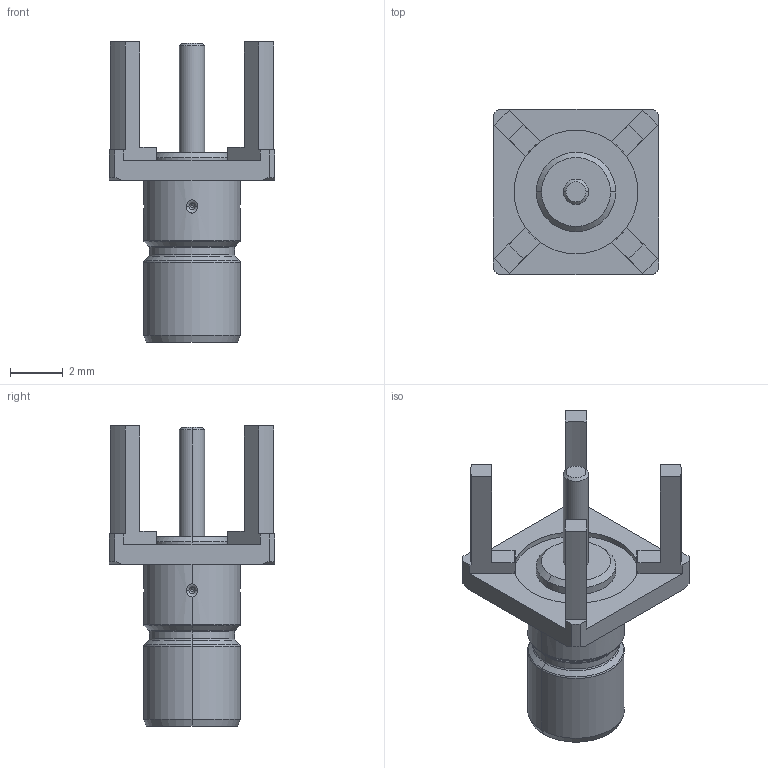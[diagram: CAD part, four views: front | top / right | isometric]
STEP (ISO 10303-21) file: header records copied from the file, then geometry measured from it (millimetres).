
FILE_DESCRIPTION (( 'STEP AP203' ), '1' );
FILE_NAME ('R114.426.147A.STEP', '2014-06-06T08:40:01', ( 'adminradiall' ), ( 'Microsoft' ), 'SwSTEP 2.0', 'SolidWorks 2014', '' );
FILE_SCHEMA (( 'CONFIG_CONTROL_DESIGN' ));
Length unit declared in the file: millimetre
Products named in the file (1): R114.426.147A
Bounding box: 6.3 x 6.3 x 11.4 mm (x, y, z)
Volume: 97.2 mm3; surface area: 328.7 mm2
Topology: 1 solids, 1 shells, 120 faces, 288 edges, 180 vertices
Faces by surface type: plane 42, cylinder 34, cone 28, torus 16
Entity records: 3633 total; most frequent: CARTESIAN_POINT 689, DIRECTION 642, ORIENTED_EDGE 576, EDGE_CURVE 288, AXIS2_PLACEMENT_3D 253, VERTEX_POINT 180, VECTOR 136, LINE 136
